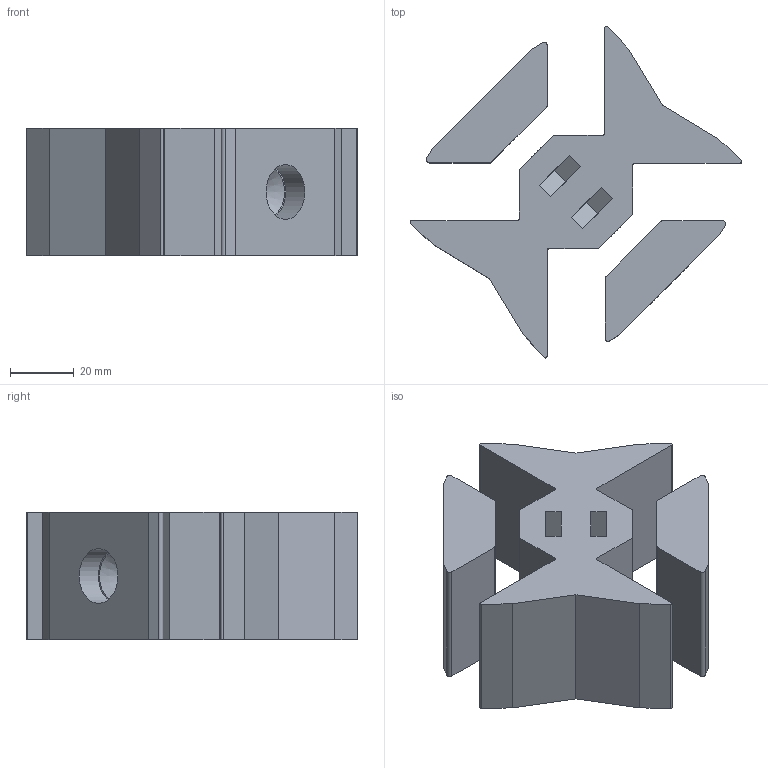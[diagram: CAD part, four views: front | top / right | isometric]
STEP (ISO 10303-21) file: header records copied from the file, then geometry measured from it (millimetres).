
FILE_DESCRIPTION(/* description */ (''),/* implementation_level */ '2;1');
FILE_NAME(/* name */ 'Connecteur X v7.step',/* time_stamp */ '2024-01-07T14:15:29+01:00',/* author */ (''),/* organization */ (''),/* preprocessor_version */ 'ST-DEVELOPER v19.2',/* originating_system */ 'Autodesk Translation Framework v12.4.0.73',/* authorisation */ '');
FILE_SCHEMA (('AUTOMOTIVE_DESIGN { 1 0 10303 214 3 1 1 }'));
Length unit declared in the file: millimetre
Products named in the file (5): Connecteur X; Composant2; Contre serrage connecteur; Composant1; Composant1(Symétrie miroir)
Assembly tree (4 placements, depth 3):
  Connecteur X
    Composant2
    Contre serrage connecteur
      Composant1
    Composant1(Symétrie miroir)
Bounding box: 104.12 x 104.12 x 40 mm (x, y, z)
Volume: 149431.2 mm3; surface area: 34906.3 mm2
Topology: 3 solids, 3 shells, 75 faces, 193 edges, 128 vertices
Faces by surface type: plane 50, cylinder 23, cone 2
Full cylindrical faces by diameter (mm): 8.25 x5, 17.2 x2
Entity records: 2436 total; most frequent: DIRECTION 409, CARTESIAN_POINT 405, ORIENTED_EDGE 386, EDGE_CURVE 193, LINE 145, VECTOR 145, AXIS2_PLACEMENT_3D 132, VERTEX_POINT 128
